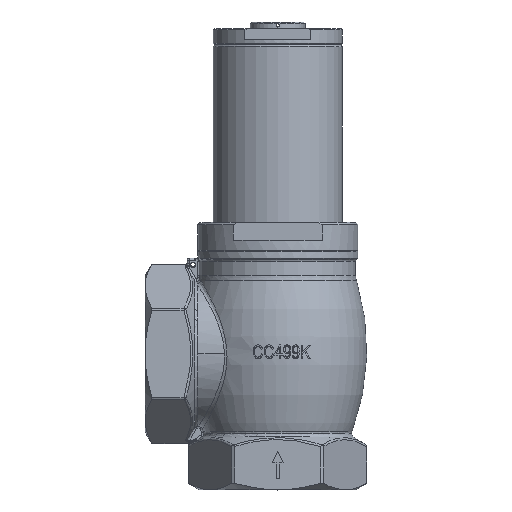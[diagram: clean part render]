
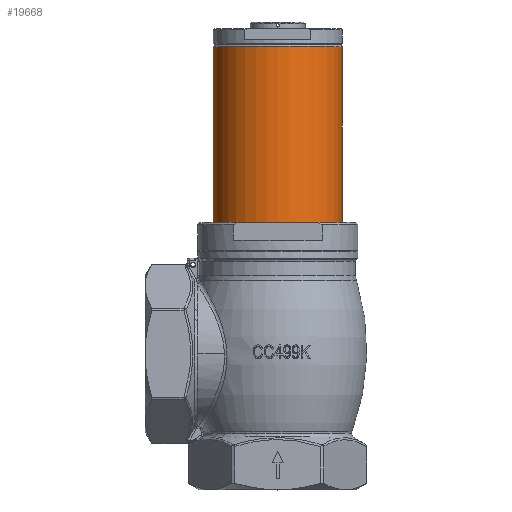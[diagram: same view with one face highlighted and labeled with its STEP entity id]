
A CAD part, top view. The second image highlights one B-rep face of the part: STEP entity #19668.
In plain terms, the highlighted cylindrical face has radius 29 mm (diameter 58 mm), a partial arc.
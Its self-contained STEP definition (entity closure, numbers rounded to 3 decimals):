
#11494 = VERTEX_POINT ( 'NONE', #12940 ) ;
#12582 = VERTEX_POINT ( 'NONE', #13248 ) ;
#12940 = CARTESIAN_POINT ( 'NONE',  ( -29., 199.001, 0. ) ) ;
#13248 = CARTESIAN_POINT ( 'NONE',  ( 29., 199.001, 0. ) ) ;
#14054 = DIRECTION ( 'NONE',  ( -1., 0., 0. ) ) ;
#14055 = DIRECTION ( 'NONE',  ( 0., -1., 0. ) ) ;
#14056 = CARTESIAN_POINT ( 'NONE',  ( 0., 199.001, 0. ) ) ;
#14057 = AXIS2_PLACEMENT_3D ( 'NONE', #14056, #14055, #14054 ) ;
#14060 = CIRCLE ( 'NONE', #14057, 29. ) ;
#16271 = FACE_OUTER_BOUND ( 'NONE', #19658, .T. ) ;
#16274 = CARTESIAN_POINT ( 'NONE',  ( 0., 85.001, 0. ) ) ;
#16289 = CYLINDRICAL_SURFACE ( 'NONE', #16317, 29. ) ;
#16290 = CARTESIAN_POINT ( 'NONE',  ( -29., 120.001, 0. ) ) ;
#16307 = DIRECTION ( 'NONE',  ( 0., -1., 0. ) ) ;
#16308 = VECTOR ( 'NONE', #16307, 1000. ) ;
#16309 = LINE ( 'NONE', #16310, #16308 ) ;
#16310 = CARTESIAN_POINT ( 'NONE',  ( -29., 85.001, 0. ) ) ;
#16315 = DIRECTION ( 'NONE',  ( 1., 0., 0. ) ) ;
#16316 = DIRECTION ( 'NONE',  ( 0., -1., 0. ) ) ;
#16317 = AXIS2_PLACEMENT_3D ( 'NONE', #16274, #16316, #16315 ) ;
#16435 = CARTESIAN_POINT ( 'NONE',  ( 29., 85.001, 0. ) ) ;
#16473 = VECTOR ( 'NONE', #16479, 1000. ) ;
#16479 = DIRECTION ( 'NONE',  ( 0., -1., 0. ) ) ;
#16488 = LINE ( 'NONE', #16435, #16473 ) ;
#16534 = CIRCLE ( 'NONE', #16582, 29. ) ;
#16574 = DIRECTION ( 'NONE',  ( 1., 0., 0. ) ) ;
#16575 = DIRECTION ( 'NONE',  ( 0., -1., 0. ) ) ;
#16576 = CARTESIAN_POINT ( 'NONE',  ( 0., 120.001, 0. ) ) ;
#16582 = AXIS2_PLACEMENT_3D ( 'NONE', #16576, #16575, #16574 ) ;
#16600 = CARTESIAN_POINT ( 'NONE',  ( 29., 120.001, 0. ) ) ;
#17319 = EDGE_CURVE ( 'NONE', #12582, #11494, #14060, .T. ) ;
#19641 = VERTEX_POINT ( 'NONE', #16290 ) ;
#19643 = ORIENTED_EDGE ( 'NONE', *, *, #17319, .T. ) ;
#19646 = ORIENTED_EDGE ( 'NONE', *, *, #19774, .F. ) ;
#19647 = ORIENTED_EDGE ( 'NONE', *, *, #19669, .T. ) ;
#19658 = EDGE_LOOP ( 'NONE', ( #19643, #19647, #19646, #19755 ) ) ;
#19668 = ADVANCED_FACE ( 'NONE', ( #16271 ), #16289, .T. ) ;
#19669 = EDGE_CURVE ( 'NONE', #11494, #19641, #16309, .T. ) ;
#19746 = EDGE_CURVE ( 'NONE', #12582, #19773, #16488, .T. ) ;
#19755 = ORIENTED_EDGE ( 'NONE', *, *, #19746, .F. ) ;
#19773 = VERTEX_POINT ( 'NONE', #16600 ) ;
#19774 = EDGE_CURVE ( 'NONE', #19773, #19641, #16534, .T. ) ;
